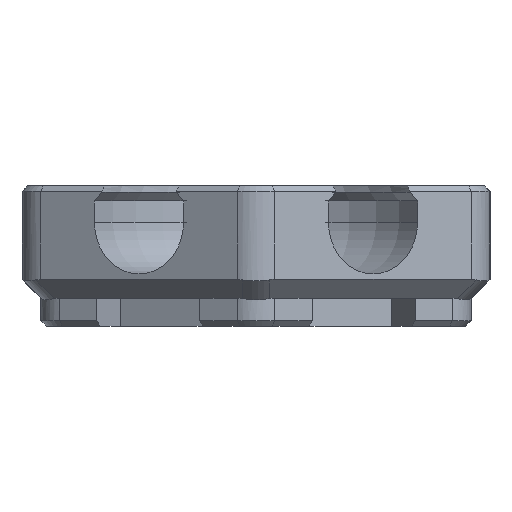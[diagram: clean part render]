
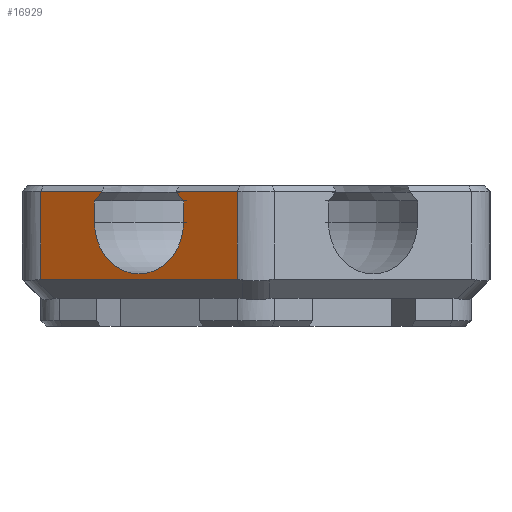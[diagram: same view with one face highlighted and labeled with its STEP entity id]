
A CAD part, left-side view. The second image highlights one B-rep face of the part: STEP entity #16929.
In plain terms, the highlighted planar face has unit normal (-0.866, 0.5, 0).
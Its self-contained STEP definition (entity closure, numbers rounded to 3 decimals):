
#342=CIRCLE('',#17890,5.5);
#1092=FACE_OUTER_BOUND('',#2059,.T.);
#2059=EDGE_LOOP('',(#11992,#11993,#11994,#11995,#11996,#11997,#11998,#11999,
#12000,#12001,#12002,#12003));
#3275=LINE('',#25022,#5259);
#3276=LINE('',#25028,#5260);
#3278=LINE('',#25034,#5262);
#3280=LINE('',#25046,#5264);
#3282=LINE('',#25052,#5266);
#3284=LINE('',#25061,#5268);
#3286=LINE('',#25065,#5270);
#3287=LINE('',#25067,#5271);
#3288=LINE('',#25069,#5272);
#3289=LINE('',#25071,#5273);
#3290=LINE('',#25072,#5274);
#5259=VECTOR('',#19597,10.);
#5260=VECTOR('',#19604,10.);
#5262=VECTOR('',#19610,10.);
#5264=VECTOR('',#19624,10.);
#5266=VECTOR('',#19630,10.);
#5268=VECTOR('',#19640,10.);
#5270=VECTOR('',#19644,10.);
#5271=VECTOR('',#19645,10.);
#5272=VECTOR('',#19646,10.);
#5273=VECTOR('',#19647,10.);
#5274=VECTOR('',#19648,10.);
#7167=VERTEX_POINT('',#25019);
#7168=VERTEX_POINT('',#25021);
#7170=VERTEX_POINT('',#25027);
#7172=VERTEX_POINT('',#25033);
#7174=VERTEX_POINT('',#25039);
#7176=VERTEX_POINT('',#25045);
#7178=VERTEX_POINT('',#25051);
#7181=VERTEX_POINT('',#25059);
#7182=VERTEX_POINT('',#25064);
#7183=VERTEX_POINT('',#25066);
#7184=VERTEX_POINT('',#25068);
#7185=VERTEX_POINT('',#25070);
#8966=EDGE_CURVE('',#7168,#7167,#3275,.T.);
#8969=EDGE_CURVE('',#7167,#7170,#3276,.T.);
#8972=EDGE_CURVE('',#7170,#7172,#3278,.T.);
#8975=EDGE_CURVE('',#7172,#7174,#342,.T.);
#8978=EDGE_CURVE('',#7174,#7176,#3280,.T.);
#8981=EDGE_CURVE('',#7176,#7178,#3282,.T.);
#8986=EDGE_CURVE('',#7178,#7181,#3284,.T.);
#8988=EDGE_CURVE('',#7182,#7181,#3286,.T.);
#8989=EDGE_CURVE('',#7183,#7182,#3287,.T.);
#8990=EDGE_CURVE('',#7183,#7184,#3288,.T.);
#8991=EDGE_CURVE('',#7185,#7184,#3289,.T.);
#8992=EDGE_CURVE('',#7168,#7185,#3290,.T.);
#11992=ORIENTED_EDGE('',*,*,#8966,.T.);
#11993=ORIENTED_EDGE('',*,*,#8969,.T.);
#11994=ORIENTED_EDGE('',*,*,#8972,.T.);
#11995=ORIENTED_EDGE('',*,*,#8975,.T.);
#11996=ORIENTED_EDGE('',*,*,#8978,.T.);
#11997=ORIENTED_EDGE('',*,*,#8981,.T.);
#11998=ORIENTED_EDGE('',*,*,#8986,.T.);
#11999=ORIENTED_EDGE('',*,*,#8988,.F.);
#12000=ORIENTED_EDGE('',*,*,#8989,.F.);
#12001=ORIENTED_EDGE('',*,*,#8990,.T.);
#12002=ORIENTED_EDGE('',*,*,#8991,.F.);
#12003=ORIENTED_EDGE('',*,*,#8992,.F.);
#16212=PLANE('',#17900);
#16929=ADVANCED_FACE('',(#1092),#16212,.T.);
#17890=AXIS2_PLACEMENT_3D('',#25040,#19616,#19617);
#17900=AXIS2_PLACEMENT_3D('',#25063,#19642,#19643);
#19597=DIRECTION('',(0.,0.,-1.));
#19604=DIRECTION('',(-0.354,-0.612,-0.707));
#19610=DIRECTION('',(0.,0.,-1.));
#19616=DIRECTION('center_axis',(0.866,-0.5,0.));
#19617=DIRECTION('ref_axis',(0.5,0.866,0.));
#19624=DIRECTION('',(0.,0.,1.));
#19630=DIRECTION('',(-0.354,-0.612,0.707));
#19640=DIRECTION('',(0.,0.,1.));
#19642=DIRECTION('center_axis',(-0.866,0.5,0.));
#19643=DIRECTION('ref_axis',(-0.5,-0.866,0.));
#19644=DIRECTION('',(-0.5,-0.866,0.));
#19645=DIRECTION('',(0.,0.,1.));
#19646=DIRECTION('',(-0.5,-0.866,0.));
#19647=DIRECTION('',(0.,0.,-1.));
#19648=DIRECTION('',(-0.5,-0.866,0.));
#25019=CARTESIAN_POINT('',(-23.943,8.529,9.293));
#25021=CARTESIAN_POINT('',(-23.943,8.529,9.4));
#25022=CARTESIAN_POINT('',(-23.943,8.529,9.646));
#25027=CARTESIAN_POINT('',(-24.401,7.737,8.378));
#25028=CARTESIAN_POINT('',(-24.172,8.133,8.835));
#25033=CARTESIAN_POINT('',(-24.401,7.737,6.1));
#25034=CARTESIAN_POINT('',(-24.401,7.737,7.239));
#25039=CARTESIAN_POINT('',(-18.901,17.263,6.1));
#25040=CARTESIAN_POINT('Origin',(-21.651,12.5,6.1));
#25045=CARTESIAN_POINT('',(-18.901,17.263,8.378));
#25046=CARTESIAN_POINT('',(-18.901,17.263,7.239));
#25051=CARTESIAN_POINT('',(-19.358,16.471,9.293));
#25052=CARTESIAN_POINT('',(-19.129,16.867,8.835));
#25059=CARTESIAN_POINT('',(-19.358,16.471,9.4));
#25061=CARTESIAN_POINT('',(-19.358,16.471,9.646));
#25063=CARTESIAN_POINT('Origin',(-14.434,25.,0.));
#25064=CARTESIAN_POINT('',(-15.588,23.,9.4));
#25065=CARTESIAN_POINT('',(-18.042,18.75,9.4));
#25066=CARTESIAN_POINT('',(-15.588,23.,0.));
#25067=CARTESIAN_POINT('',(-15.588,23.,0.));
#25068=CARTESIAN_POINT('',(-27.713,2.,0.));
#25069=CARTESIAN_POINT('',(-14.434,25.,0.));
#25070=CARTESIAN_POINT('',(-27.713,2.,9.4));
#25071=CARTESIAN_POINT('',(-27.713,2.,0.));
#25072=CARTESIAN_POINT('',(-18.042,18.75,9.4));
